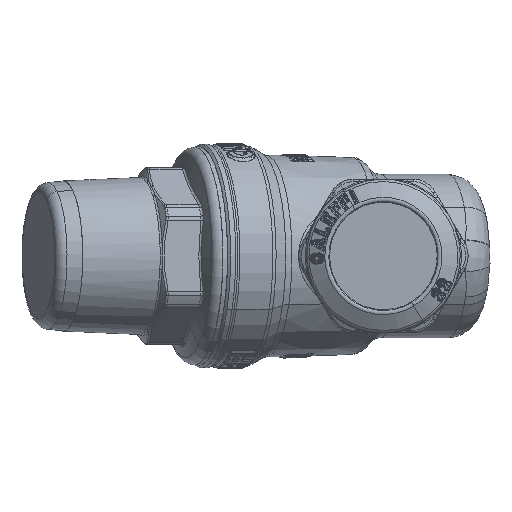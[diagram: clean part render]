
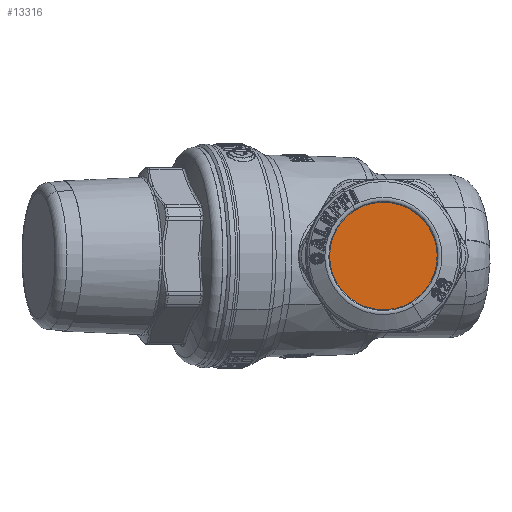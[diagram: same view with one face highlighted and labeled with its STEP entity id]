
A CAD part, left-side view. The second image highlights one B-rep face of the part: STEP entity #13316.
In plain terms, the highlighted planar face has unit normal (-1, 0, 0).
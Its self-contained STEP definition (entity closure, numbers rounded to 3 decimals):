
#13293=CARTESIAN_POINT('Axis2P3D Location',(-48.039,12.125,0.)) ;
#13298=CARTESIAN_POINT('Axis2P3D Location',(-48.039,0.,0.)) ;
#13302=CARTESIAN_POINT('Vertex',(-48.039,5.775,9.479)) ;
#13304=CARTESIAN_POINT('Vertex',(-48.039,-5.775,-9.479)) ;
#13307=CARTESIAN_POINT('Axis2P3D Location',(-48.039,0.,0.)) ;
#13294=DIRECTION('Axis2P3D Direction',(1.,0.,0.)) ;
#13295=DIRECTION('Axis2P3D XDirection',(0.,1.,0.)) ;
#13299=DIRECTION('Axis2P3D Direction',(1.,0.,0.)) ;
#13308=DIRECTION('Axis2P3D Direction',(1.,0.,0.)) ;
#13296=AXIS2_PLACEMENT_3D('Plane Axis2P3D',#13293,#13294,#13295) ;
#13300=AXIS2_PLACEMENT_3D('Circle Axis2P3D',#13298,#13299,$) ;
#13309=AXIS2_PLACEMENT_3D('Circle Axis2P3D',#13307,#13308,$) ;
#13301=CIRCLE('generated circle',#13300,11.1) ;
#13310=CIRCLE('generated circle',#13309,11.1) ;
#13297=PLANE('',#13296) ;
#13306=EDGE_CURVE('',#13303,#13305,#13301,.T.) ;
#13311=EDGE_CURVE('',#13305,#13303,#13310,.T.) ;
#13313=ORIENTED_EDGE('',*,*,#13306,.F.) ;
#13314=ORIENTED_EDGE('',*,*,#13311,.F.) ;
#13312=EDGE_LOOP('',(#13313,#13314)) ;
#13303=VERTEX_POINT('',#13302) ;
#13305=VERTEX_POINT('',#13304) ;
#13316=ADVANCED_FACE('PartBody',(#13315),#13297,.F.) ;
#13315=FACE_OUTER_BOUND('',#13312,.T.) ;
